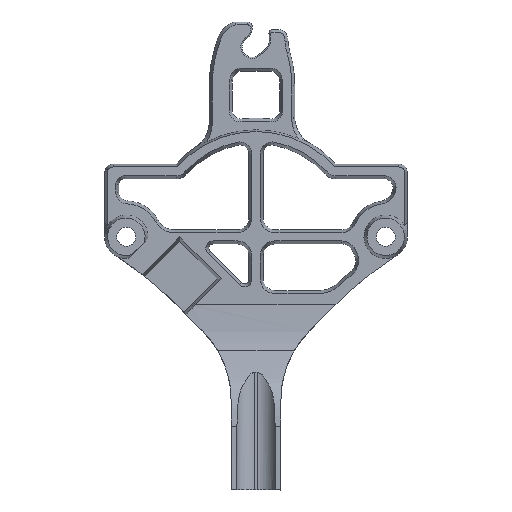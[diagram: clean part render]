
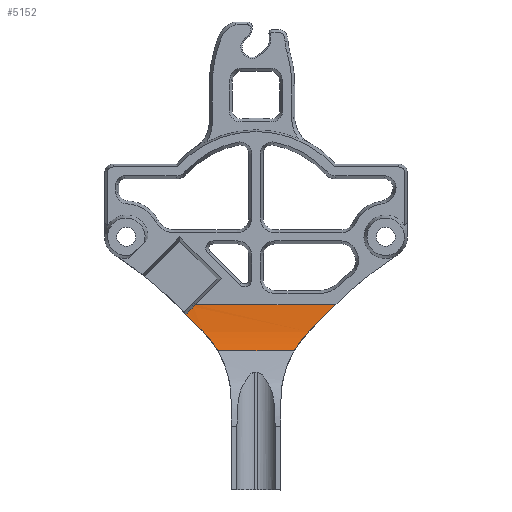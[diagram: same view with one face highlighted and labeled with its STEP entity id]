
A CAD part, top view. The second image highlights one B-rep face of the part: STEP entity #5152.
In plain terms, the highlighted cylindrical face has radius 30 mm (diameter 60 mm), a partial arc.
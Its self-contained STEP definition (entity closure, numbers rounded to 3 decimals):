
#47=ELLIPSE('',#5585,43.754,30.);
#63=B_SPLINE_CURVE_WITH_KNOTS('',3,(#8295,#8296,#8297,#8298,#8299,#8300),
 .UNSPECIFIED.,.F.,.F.,(4,2,4),(-12.84,-12.609,-12.449),
 .UNSPECIFIED.);
#64=B_SPLINE_CURVE_WITH_KNOTS('',3,(#8302,#8303,#8304,#8305,#8306,#8307),
 .UNSPECIFIED.,.F.,.F.,(4,2,4),(-1.857,-1.612,-1.456),
 .UNSPECIFIED.);
#65=B_SPLINE_CURVE_WITH_KNOTS('',3,(#8311,#8312,#8313,#8314,#8315,#8316),
 .UNSPECIFIED.,.F.,.F.,(4,2,4),(9.967,10.211,10.368),
 .UNSPECIFIED.);
#66=B_SPLINE_CURVE_WITH_KNOTS('',3,(#8318,#8319,#8320,#8321,#8322,#8323),
 .UNSPECIFIED.,.F.,.F.,(4,2,4),(1.661,1.982,2.265),
 .UNSPECIFIED.);
#123=CYLINDRICAL_SURFACE('',#5584,30.);
#389=FACE_OUTER_BOUND('',#716,.T.);
#716=EDGE_LOOP('',(#3832,#3833,#3834,#3835,#3836,#3837,#3838,#3839));
#1062=CIRCLE('',#5586,59.976);
#1366=LINE('',#8309,#1838);
#1367=LINE('',#8325,#1839);
#1838=VECTOR('',#6484,1000.);
#1839=VECTOR('',#6485,1000.);
#2347=VERTEX_POINT('',#8293);
#2348=VERTEX_POINT('',#8294);
#2349=VERTEX_POINT('',#8301);
#2350=VERTEX_POINT('',#8308);
#2351=VERTEX_POINT('',#8310);
#2352=VERTEX_POINT('',#8317);
#2353=VERTEX_POINT('',#8324);
#2354=VERTEX_POINT('',#8326);
#2891=EDGE_CURVE('',#2347,#2348,#63,.T.);
#2892=EDGE_CURVE('',#2349,#2348,#64,.T.);
#2893=EDGE_CURVE('',#2350,#2349,#1366,.T.);
#2894=EDGE_CURVE('',#2350,#2351,#65,.T.);
#2895=EDGE_CURVE('',#2351,#2352,#66,.F.);
#2896=EDGE_CURVE('',#2352,#2353,#1367,.T.);
#2897=EDGE_CURVE('',#2353,#2354,#47,.T.);
#2898=EDGE_CURVE('',#2347,#2354,#1062,.T.);
#3832=ORIENTED_EDGE('',*,*,#2891,.T.);
#3833=ORIENTED_EDGE('',*,*,#2892,.F.);
#3834=ORIENTED_EDGE('',*,*,#2893,.F.);
#3835=ORIENTED_EDGE('',*,*,#2894,.T.);
#3836=ORIENTED_EDGE('',*,*,#2895,.T.);
#3837=ORIENTED_EDGE('',*,*,#2896,.T.);
#3838=ORIENTED_EDGE('',*,*,#2897,.T.);
#3839=ORIENTED_EDGE('',*,*,#2898,.F.);
#5152=ADVANCED_FACE('',(#389),#123,.F.);
#5584=AXIS2_PLACEMENT_3D('',#8292,#6482,#6483);
#5585=AXIS2_PLACEMENT_3D('',#8327,#6486,#6487);
#5586=AXIS2_PLACEMENT_3D('',#8328,#6488,#6489);
#6482=DIRECTION('center_axis',(1.,0.,0.));
#6483=DIRECTION('ref_axis',(0.,1.,0.));
#6484=DIRECTION('',(-1.,0.,0.));
#6485=DIRECTION('',(-1.,0.,0.));
#6486=DIRECTION('center_axis',(-0.686,0.686,0.242));
#6487=DIRECTION('ref_axis',(0.728,0.646,0.228));
#6488=DIRECTION('center_axis',(0.707,-0.707,0.008));
#6489=DIRECTION('ref_axis',(0.,-0.012,-1.));
#8292=CARTESIAN_POINT('Origin',(-0.615,-11.549,35.));
#8293=CARTESIAN_POINT('',(-11.864,-13.179,5.044));
#8294=CARTESIAN_POINT('',(-8.951,-16.133,5.352));
#8295=CARTESIAN_POINT('Ctrl Pts',(-11.864,-13.179,5.044));
#8296=CARTESIAN_POINT('Ctrl Pts',(-11.298,-13.765,5.076));
#8297=CARTESIAN_POINT('Ctrl Pts',(-10.728,-14.349,5.125));
#8298=CARTESIAN_POINT('Ctrl Pts',(-9.755,-15.332,5.237));
#8299=CARTESIAN_POINT('Ctrl Pts',(-9.353,-15.733,5.29));
#8300=CARTESIAN_POINT('Ctrl Pts',(-8.951,-16.133,5.352));
#8301=CARTESIAN_POINT('',(-6.442,-19.357,6.034));
#8302=CARTESIAN_POINT('Ctrl Pts',(-6.442,-19.357,6.034));
#8303=CARTESIAN_POINT('Ctrl Pts',(-6.88,-18.615,5.834));
#8304=CARTESIAN_POINT('Ctrl Pts',(-7.379,-17.912,5.676));
#8305=CARTESIAN_POINT('Ctrl Pts',(-8.222,-16.893,5.477));
#8306=CARTESIAN_POINT('Ctrl Pts',(-8.575,-16.506,5.41));
#8307=CARTESIAN_POINT('Ctrl Pts',(-8.951,-16.133,5.352));
#8308=CARTESIAN_POINT('',(6.443,-19.357,6.034));
#8309=CARTESIAN_POINT('',(16.721,-19.357,6.034));
#8310=CARTESIAN_POINT('',(8.952,-16.133,5.352));
#8311=CARTESIAN_POINT('Ctrl Pts',(6.443,-19.357,6.034));
#8312=CARTESIAN_POINT('Ctrl Pts',(6.881,-18.615,5.834));
#8313=CARTESIAN_POINT('Ctrl Pts',(7.38,-17.912,5.676));
#8314=CARTESIAN_POINT('Ctrl Pts',(8.223,-16.893,5.477));
#8315=CARTESIAN_POINT('Ctrl Pts',(8.576,-16.506,5.41));
#8316=CARTESIAN_POINT('Ctrl Pts',(8.952,-16.133,5.352));
#8317=CARTESIAN_POINT('',(13.42,-11.549,5.));
#8318=CARTESIAN_POINT('Ctrl Pts',(13.42,-11.549,5.));
#8319=CARTESIAN_POINT('Ctrl Pts',(12.643,-12.374,5.));
#8320=CARTESIAN_POINT('Ctrl Pts',(11.856,-13.193,5.034));
#8321=CARTESIAN_POINT('Ctrl Pts',(10.364,-14.721,5.159));
#8322=CARTESIAN_POINT('Ctrl Pts',(9.66,-15.431,5.244));
#8323=CARTESIAN_POINT('Ctrl Pts',(8.952,-16.133,5.352));
#8324=CARTESIAN_POINT('',(-10.234,-11.549,5.));
#8325=CARTESIAN_POINT('',(-0.615,-11.549,5.));
#8326=CARTESIAN_POINT('',(-10.588,-11.903,5.002));
#8327=CARTESIAN_POINT('Origin',(0.375,-11.549,35.));
#8328=CARTESIAN_POINT('Origin',(-10.588,-11.196,64.974));
